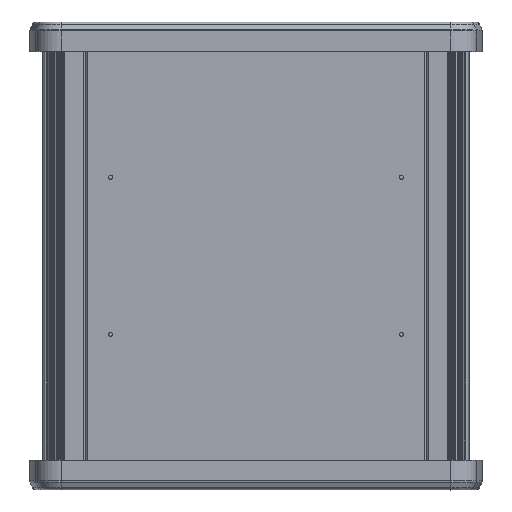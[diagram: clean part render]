
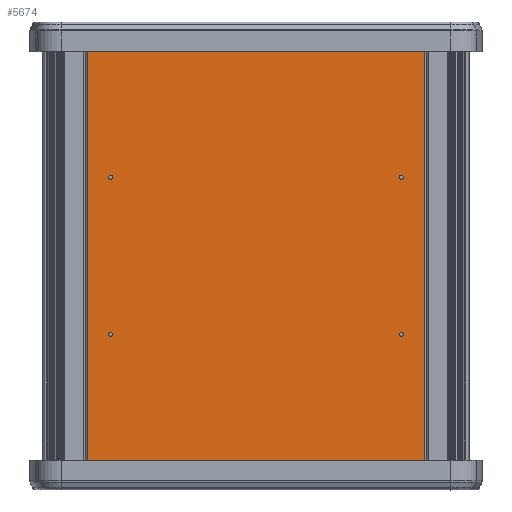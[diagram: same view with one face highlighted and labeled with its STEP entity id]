
A CAD part, top view. The second image highlights one B-rep face of the part: STEP entity #5674.
In plain terms, the highlighted planar face has unit normal (0, 0, 1).
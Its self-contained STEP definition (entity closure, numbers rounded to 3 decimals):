
#76 = FACE_BOUND ( 'NONE', #5581, .T. ) ;
#739 = CIRCLE ( 'NONE', #13880, 0.5 ) ;
#795 = EDGE_CURVE ( 'NONE', #11576, #3022, #7201, .T. ) ;
#936 = EDGE_CURVE ( 'NONE', #5449, #4137, #8151, .T. ) ;
#954 = EDGE_CURVE ( 'NONE', #2335, #2081, #4557, .T. ) ;
#1287 = EDGE_CURVE ( 'NONE', #13441, #10544, #9972, .T. ) ;
#1498 = ORIENTED_EDGE ( 'NONE', *, *, #9579, .F. ) ;
#1550 = VECTOR ( 'NONE', #9304, 1000. ) ;
#1736 = DIRECTION ( 'NONE',  ( 0., 0., 1. ) ) ;
#1801 = AXIS2_PLACEMENT_3D ( 'NONE', #2588, #11055, #3783 ) ;
#1824 = CARTESIAN_POINT ( 'NONE',  ( 689.949, 0., 562.711 ) ) ;
#1930 = LINE ( 'NONE', #4498, #1550 ) ;
#2081 = VERTEX_POINT ( 'NONE', #10561 ) ;
#2195 = ORIENTED_EDGE ( 'NONE', *, *, #954, .F. ) ;
#2335 = VERTEX_POINT ( 'NONE', #14551 ) ;
#2386 = ORIENTED_EDGE ( 'NONE', *, *, #795, .F. ) ;
#2588 = CARTESIAN_POINT ( 'NONE',  ( 609.944, 35., 562.711 ) ) ;
#2636 = ORIENTED_EDGE ( 'NONE', *, *, #5213, .F. ) ;
#2682 = DIRECTION ( 'NONE',  ( 1., 0., 0. ) ) ;
#2916 = FACE_BOUND ( 'NONE', #11546, .T. ) ;
#2965 = CARTESIAN_POINT ( 'NONE',  ( 683.949, 75., 562.711 ) ) ;
#2979 = CIRCLE ( 'NONE', #10491, 0.5 ) ;
#3022 = VERTEX_POINT ( 'NONE', #7187 ) ;
#3334 = DIRECTION ( 'NONE',  ( 0., 0., 1. ) ) ;
#3783 = DIRECTION ( 'NONE',  ( 1., 0., 0. ) ) ;
#3965 = EDGE_CURVE ( 'NONE', #7837, #10782, #6477, .T. ) ;
#4135 = ORIENTED_EDGE ( 'NONE', *, *, #8468, .F. ) ;
#4137 = VERTEX_POINT ( 'NONE', #12462 ) ;
#4171 = DIRECTION ( 'NONE',  ( 1., 0., 0. ) ) ;
#4257 = CIRCLE ( 'NONE', #10094, 0.5 ) ;
#4412 = AXIS2_PLACEMENT_3D ( 'NONE', #8957, #1736, #10179 ) ;
#4478 = AXIS2_PLACEMENT_3D ( 'NONE', #5267, #13789, #6480 ) ;
#4498 = CARTESIAN_POINT ( 'NONE',  ( 603.944, 110., 562.711 ) ) ;
#4557 = CIRCLE ( 'NONE', #12556, 0.5 ) ;
#4590 = DIRECTION ( 'NONE',  ( 0., 0., 1. ) ) ;
#4621 = ORIENTED_EDGE ( 'NONE', *, *, #7248, .T. ) ;
#4821 = CARTESIAN_POINT ( 'NONE',  ( 683.949, 35., 562.711 ) ) ;
#5052 = ORIENTED_EDGE ( 'NONE', *, *, #8949, .F. ) ;
#5213 = EDGE_CURVE ( 'NONE', #2081, #2335, #15453, .T. ) ;
#5254 = DIRECTION ( 'NONE',  ( 0., 0., -1. ) ) ;
#5267 = CARTESIAN_POINT ( 'NONE',  ( 683.949, 75., 562.711 ) ) ;
#5449 = VERTEX_POINT ( 'NONE', #5722 ) ;
#5581 = EDGE_LOOP ( 'NONE', ( #2195, #2636 ) ) ;
#5674 = ADVANCED_FACE ( 'NONE', ( #6099, #2916, #76, #15440, #12195 ), #12529, .F. ) ;
#5722 = CARTESIAN_POINT ( 'NONE',  ( 609.444, 75., 562.711 ) ) ;
#5741 = DIRECTION ( 'NONE',  ( 1., 0., 0. ) ) ;
#5748 = ORIENTED_EDGE ( 'NONE', *, *, #3965, .F. ) ;
#5958 = DIRECTION ( 'NONE',  ( 0., -1., 0. ) ) ;
#6025 = DIRECTION ( 'NONE',  ( 1., 0., 0. ) ) ;
#6099 = FACE_BOUND ( 'NONE', #14715, .T. ) ;
#6292 = AXIS2_PLACEMENT_3D ( 'NONE', #10071, #5254, #13769 ) ;
#6477 = CIRCLE ( 'NONE', #11987, 0.5 ) ;
#6480 = DIRECTION ( 'NONE',  ( 1., 0., 0. ) ) ;
#6547 = CARTESIAN_POINT ( 'NONE',  ( 609.944, 35., 562.711 ) ) ;
#6953 = VERTEX_POINT ( 'NONE', #8602 ) ;
#7118 = VECTOR ( 'NONE', #5741, 1000. ) ;
#7187 = CARTESIAN_POINT ( 'NONE',  ( 689.949, 110., 562.711 ) ) ;
#7201 = LINE ( 'NONE', #9913, #13311 ) ;
#7248 = EDGE_CURVE ( 'NONE', #11576, #13441, #1930, .T. ) ;
#7763 = DIRECTION ( 'NONE',  ( 1., 0., 0. ) ) ;
#7837 = VERTEX_POINT ( 'NONE', #10770 ) ;
#8151 = CIRCLE ( 'NONE', #4412, 0.5 ) ;
#8468 = EDGE_CURVE ( 'NONE', #3022, #10544, #12495, .T. ) ;
#8602 = CARTESIAN_POINT ( 'NONE',  ( 609.444, 35., 562.711 ) ) ;
#8728 = ORIENTED_EDGE ( 'NONE', *, *, #936, .F. ) ;
#8949 = EDGE_CURVE ( 'NONE', #4137, #5449, #739, .T. ) ;
#8957 = CARTESIAN_POINT ( 'NONE',  ( 609.944, 75., 562.711 ) ) ;
#9304 = DIRECTION ( 'NONE',  ( 0., -1., 0. ) ) ;
#9372 = CIRCLE ( 'NONE', #1801, 0.5 ) ;
#9579 = EDGE_CURVE ( 'NONE', #6953, #9980, #2979, .T. ) ;
#9703 = CARTESIAN_POINT ( 'NONE',  ( 610.444, 35., 562.711 ) ) ;
#9913 = CARTESIAN_POINT ( 'NONE',  ( 0., 110., 562.711 ) ) ;
#9972 = LINE ( 'NONE', #13038, #7118 ) ;
#9980 = VERTEX_POINT ( 'NONE', #9703 ) ;
#9983 = ORIENTED_EDGE ( 'NONE', *, *, #1287, .T. ) ;
#10016 = EDGE_CURVE ( 'NONE', #9980, #6953, #9372, .T. ) ;
#10071 = CARTESIAN_POINT ( 'NONE',  ( 0., 110., 562.711 ) ) ;
#10094 = AXIS2_PLACEMENT_3D ( 'NONE', #10582, #3334, #11811 ) ;
#10179 = DIRECTION ( 'NONE',  ( 1., 0., 0. ) ) ;
#10491 = AXIS2_PLACEMENT_3D ( 'NONE', #6547, #15070, #7763 ) ;
#10544 = VERTEX_POINT ( 'NONE', #1824 ) ;
#10561 = CARTESIAN_POINT ( 'NONE',  ( 683.449, 75., 562.711 ) ) ;
#10582 = CARTESIAN_POINT ( 'NONE',  ( 683.949, 35., 562.711 ) ) ;
#10655 = EDGE_CURVE ( 'NONE', #10782, #7837, #4257, .T. ) ;
#10770 = CARTESIAN_POINT ( 'NONE',  ( 683.449, 35., 562.711 ) ) ;
#10782 = VERTEX_POINT ( 'NONE', #13306 ) ;
#11055 = DIRECTION ( 'NONE',  ( 0., 0., 1. ) ) ;
#11443 = DIRECTION ( 'NONE',  ( 0., 0., 1. ) ) ;
#11546 = EDGE_LOOP ( 'NONE', ( #14392, #5748 ) ) ;
#11576 = VERTEX_POINT ( 'NONE', #12422 ) ;
#11811 = DIRECTION ( 'NONE',  ( 1., 0., 0. ) ) ;
#11862 = CARTESIAN_POINT ( 'NONE',  ( 609.944, 75., 562.711 ) ) ;
#11987 = AXIS2_PLACEMENT_3D ( 'NONE', #4821, #13326, #6025 ) ;
#12109 = VECTOR ( 'NONE', #5958, 1000. ) ;
#12195 = FACE_OUTER_BOUND ( 'NONE', #13242, .T. ) ;
#12278 = ORIENTED_EDGE ( 'NONE', *, *, #10016, .F. ) ;
#12422 = CARTESIAN_POINT ( 'NONE',  ( 603.944, 110., 562.711 ) ) ;
#12462 = CARTESIAN_POINT ( 'NONE',  ( 610.444, 75., 562.711 ) ) ;
#12495 = LINE ( 'NONE', #13320, #12109 ) ;
#12529 = PLANE ( 'NONE',  #6292 ) ;
#12556 = AXIS2_PLACEMENT_3D ( 'NONE', #2965, #11443, #4171 ) ;
#13038 = CARTESIAN_POINT ( 'NONE',  ( 0., 0., 562.711 ) ) ;
#13084 = DIRECTION ( 'NONE',  ( 1., 0., 0. ) ) ;
#13242 = EDGE_LOOP ( 'NONE', ( #9983, #4135, #2386, #4621 ) ) ;
#13306 = CARTESIAN_POINT ( 'NONE',  ( 684.449, 35., 562.711 ) ) ;
#13311 = VECTOR ( 'NONE', #2682, 1000. ) ;
#13320 = CARTESIAN_POINT ( 'NONE',  ( 689.949, 110., 562.711 ) ) ;
#13326 = DIRECTION ( 'NONE',  ( 0., 0., 1. ) ) ;
#13441 = VERTEX_POINT ( 'NONE', #15483 ) ;
#13769 = DIRECTION ( 'NONE',  ( -1., 0., 0. ) ) ;
#13789 = DIRECTION ( 'NONE',  ( 0., 0., 1. ) ) ;
#13880 = AXIS2_PLACEMENT_3D ( 'NONE', #11862, #4590, #13084 ) ;
#14374 = EDGE_LOOP ( 'NONE', ( #5052, #8728 ) ) ;
#14392 = ORIENTED_EDGE ( 'NONE', *, *, #10655, .F. ) ;
#14551 = CARTESIAN_POINT ( 'NONE',  ( 684.449, 75., 562.711 ) ) ;
#14715 = EDGE_LOOP ( 'NONE', ( #12278, #1498 ) ) ;
#15070 = DIRECTION ( 'NONE',  ( 0., 0., 1. ) ) ;
#15440 = FACE_BOUND ( 'NONE', #14374, .T. ) ;
#15453 = CIRCLE ( 'NONE', #4478, 0.5 ) ;
#15483 = CARTESIAN_POINT ( 'NONE',  ( 603.944, 0., 562.711 ) ) ;
